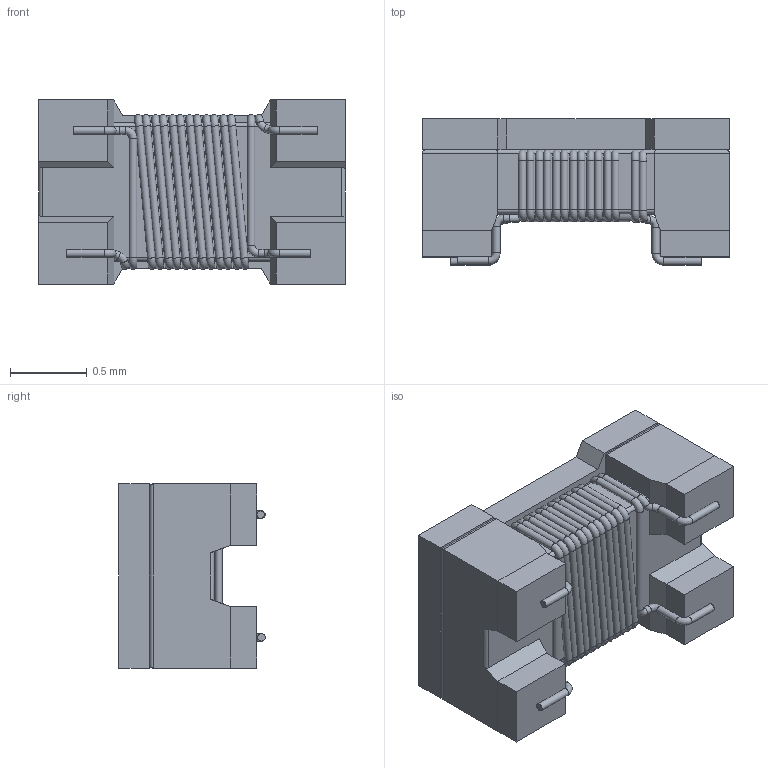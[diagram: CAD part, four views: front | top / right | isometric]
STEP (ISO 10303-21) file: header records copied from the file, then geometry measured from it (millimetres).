
FILE_DESCRIPTION (( 'STEP AP214' ), '1' );
FILE_NAME ('DLW21HN900SQ2L.STEP', '2021-06-18T13:35:40', ( '' ), ( '' ), 'SwSTEP 2.0', 'SolidWorks 2018', '' );
FILE_SCHEMA (( 'AUTOMOTIVE_DESIGN' ));
Length unit declared in the file: millimetre
Products named in the file (2): DLW21HN900SQ2L
Bounding box: 2 x 0.95 x 1.2 mm (x, y, z)
Volume: 1.6 mm3; surface area: 20.7 mm2
Topology: 22 solids, 22 shells, 260 faces, 500 edges, 284 vertices
Faces by surface type: plane 96, cylinder 96, torus 68
Full cylindrical faces by diameter (mm): 0.05 x80
Entity records: 8722 total; most frequent: DIRECTION 1028, CARTESIAN_POINT 946, ORIENTED_EDGE 704, AXIS2_PLACEMENT_3D 430, EDGE_LOOP 408, FACE_OUTER_BOUND 408, EDGE_CURVE 352, VERTEX_POINT 284
